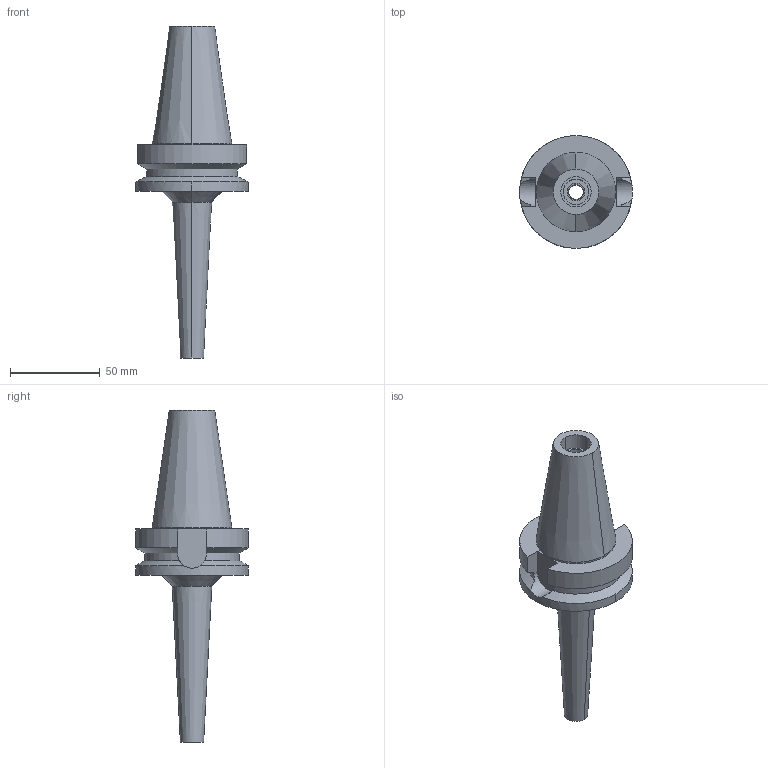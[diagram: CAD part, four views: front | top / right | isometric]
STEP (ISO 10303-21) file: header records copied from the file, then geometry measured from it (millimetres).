
FILE_DESCRIPTION((''),'2;1');
FILE_NAME('BBT40-SRC8S-120','2018-06-28T',('ykawabe'),(''),'CREO PARAMETRIC BY PTC INC, 2016380','CREO PARAMETRIC BY PTC INC, 2016380','');
FILE_SCHEMA(('AUTOMOTIVE_DESIGN { 1 0 10303 214 1 1 1 1 }'));
Length unit declared in the file: millimetre
Products named in the file (1): BBT40-SRC8S-120
Bounding box: 63 x 63 x 185.4 mm (x, y, z)
Volume: 140209.9 mm3; surface area: 30231.4 mm2
Topology: 1 solids, 1 shells, 46 faces, 119 edges, 81 vertices
Faces by surface type: cylinder 22, plane 14, cone 10
Entity records: 2060 total; most frequent: CARTESIAN_POINT 322, DIRECTION 266, ORIENTED_EDGE 238, PRESENTATION_STYLE_ASSIGNMENT 124, STYLED_ITEM 124, CURVE_STYLE 123, EDGE_CURVE 119, AXIS2_PLACEMENT_3D 111
